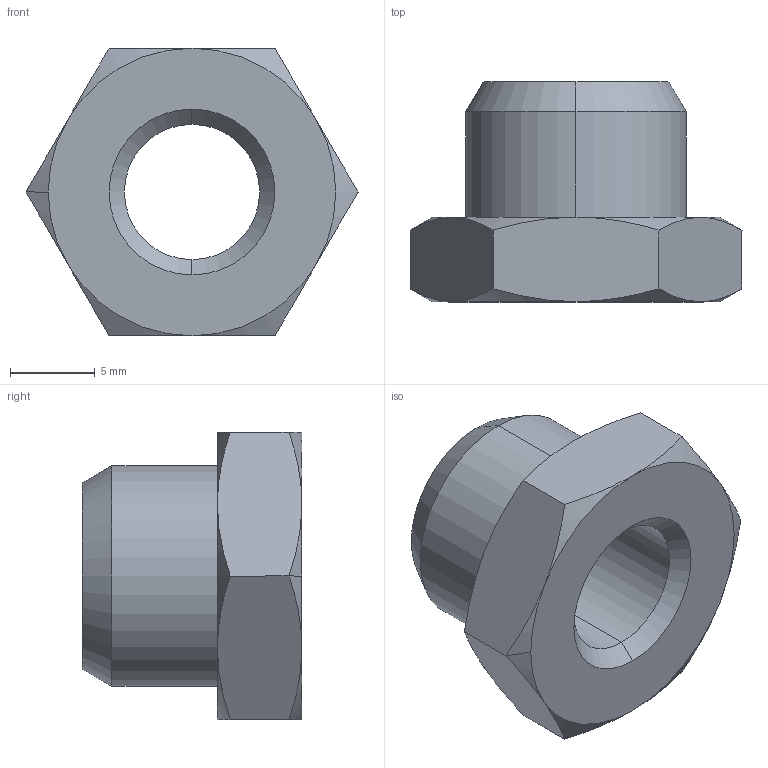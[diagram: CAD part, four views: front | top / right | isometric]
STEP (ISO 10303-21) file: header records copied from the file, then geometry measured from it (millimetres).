
FILE_DESCRIPTION (( 'STEP AP214' ), '1' );
FILE_NAME ('DRF.MF0201_kort.STEP', '2018-09-03T09:59:05', ( '' ), ( '' ), 'SwSTEP 2.0', 'SolidWorks 2018', '' );
FILE_SCHEMA (( 'AUTOMOTIVE_DESIGN' ));
Length unit declared in the file: millimetre
Products named in the file (1): DRF.MF0201_kort
Bounding box: 19.63 x 13 x 17 mm (x, y, z)
Volume: 1598.8 mm3; surface area: 1267.2 mm2
Topology: 1 solids, 1 shells, 33 faces, 70 edges, 40 vertices
Faces by surface type: cone 20, plane 9, cylinder 4
Entity records: 982 total; most frequent: CARTESIAN_POINT 264, DIRECTION 142, ORIENTED_EDGE 140, EDGE_CURVE 70, AXIS2_PLACEMENT_3D 62, VERTEX_POINT 40, EDGE_LOOP 36, FACE_OUTER_BOUND 33
